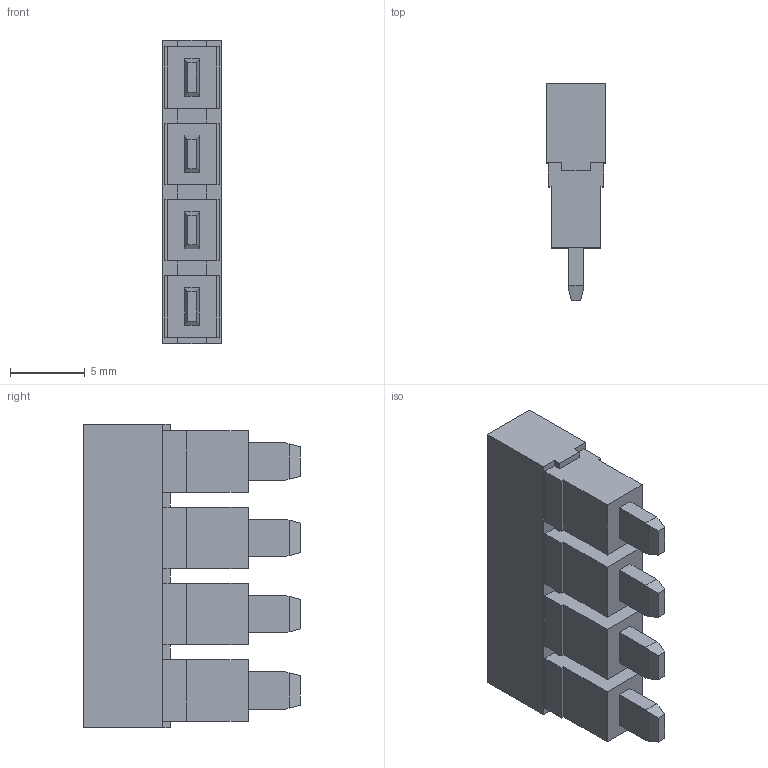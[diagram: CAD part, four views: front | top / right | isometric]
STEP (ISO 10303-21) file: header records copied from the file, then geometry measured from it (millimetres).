
FILE_DESCRIPTION(/* description */ (''),/* implementation_level */ '2;1');
FILE_NAME(/* name */ '3494.8_FQI_2.5-4_4.stp',/* time_stamp */ '2018-06-26T08:47:48+02:00',/* author */ (''),/* organization */ (''),/* preprocessor_version */ 'ST-DEVELOPER v16',/* originating_system */ 'SIEMENS PLM Software NX 10.0',/* authorisation */ '');
FILE_SCHEMA (('CONFIG_CONTROL_DESIGN'));
Length unit declared in the file: millimetre
Products named in the file (1): scho21108117vq3u
Bounding box: 4 x 14.5 x 20.3 mm (x, y, z)
Volume: 785.7 mm3; surface area: 850.8 mm2
Topology: 1 solids, 1 shells, 94 faces, 264 edges, 176 vertices
Faces by surface type: plane 94
Entity records: 3054 total; most frequent: CARTESIAN_POINT 541, ORIENTED_EDGE 528, DIRECTION 452, EDGE_CURVE 264, LINE 262, VECTOR 262, VERTEX_POINT 176, EDGE_LOOP 98
